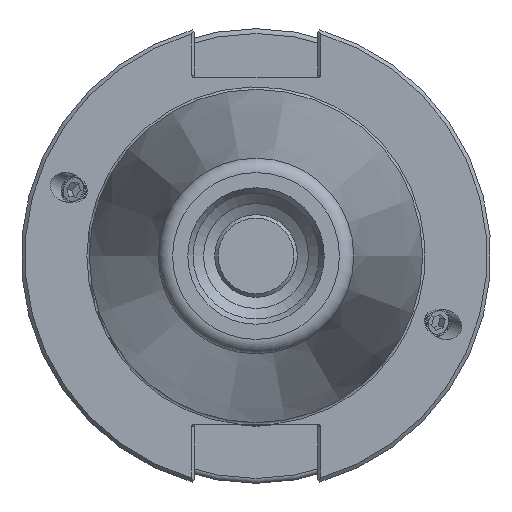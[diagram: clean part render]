
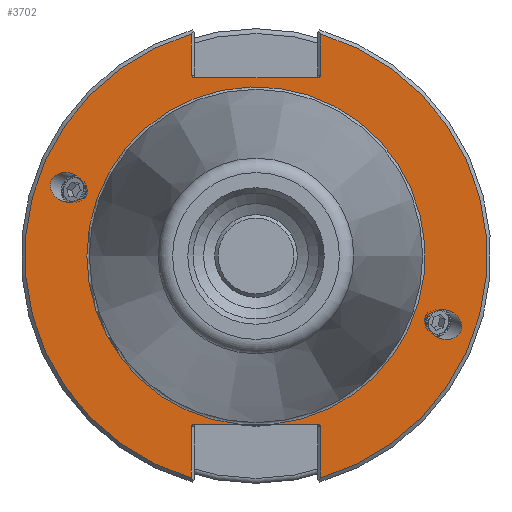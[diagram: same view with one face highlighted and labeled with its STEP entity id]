
A CAD part, left-side view. The second image highlights one B-rep face of the part: STEP entity #3702.
In plain terms, the highlighted planar face has unit normal (-1, 0, 0).
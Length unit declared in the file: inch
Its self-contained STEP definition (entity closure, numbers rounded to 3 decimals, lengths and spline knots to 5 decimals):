
#510=CARTESIAN_POINT('',(0.125,-1.41616,-0.51544));
#511=VERTEX_POINT('',#510);
#512=CARTESIAN_POINT('',(0.125,-1.55382,-0.56555));
#513=DIRECTION('',(1.0,0.0,0.0));
#514=DIRECTION('',(0.0,-0.94,-0.342));
#515=AXIS2_PLACEMENT_3D('',#512,#513,#514);
#516=ELLIPSE('',#515,0.14649,0.12);
#517=EDGE_CURVE('',#511,#511,#516,.T.);
#590=CARTESIAN_POINT('',(0.125,1.41616,0.51544));
#591=VERTEX_POINT('',#590);
#592=CARTESIAN_POINT('',(0.125,1.55382,0.56555));
#593=DIRECTION('',(1.0,0.0,0.0));
#594=DIRECTION('',(0.0,0.94,0.342));
#595=AXIS2_PLACEMENT_3D('',#592,#593,#594);
#596=ELLIPSE('',#595,0.14649,0.12);
#597=EDGE_CURVE('',#591,#591,#596,.T.);
#3051=CARTESIAN_POINT('',(0.125,-0.50422,1.472));
#3052=VERTEX_POINT('',#3051);
#3059=CARTESIAN_POINT('',(0.125,-0.5325,1.492));
#3060=VERTEX_POINT('',#3059);
#3061=CARTESIAN_POINT('',(0.125,-0.50422,1.492));
#3062=DIRECTION('',(-1.0,0.0,0.0));
#3063=DIRECTION('',(0.0,-1.0,0.0));
#3064=AXIS2_PLACEMENT_3D('',#3061,#3062,#3063);
#3065=ELLIPSE('',#3064,0.02828,0.02);
#3066=EDGE_CURVE('',#3052,#3060,#3065,.T.);
#3116=CARTESIAN_POINT('',(0.125,-0.5325,1.83167));
#3117=VERTEX_POINT('',#3116);
#3118=CARTESIAN_POINT('',(0.125,-0.5325,1.492));
#3119=DIRECTION('',(0.0,0.0,1.0));
#3120=VECTOR('',#3119,0.33967);
#3121=LINE('',#3118,#3120);
#3122=EDGE_CURVE('',#3060,#3117,#3121,.T.);
#3205=CARTESIAN_POINT('',(0.125,0.50422,-1.388));
#3206=VERTEX_POINT('',#3205);
#3213=CARTESIAN_POINT('',(0.125,0.5325,-1.408));
#3214=VERTEX_POINT('',#3213);
#3215=CARTESIAN_POINT('',(0.125,0.50422,-1.408));
#3216=DIRECTION('',(-1.0,0.0,0.0));
#3217=DIRECTION('',(0.0,1.0,0.0));
#3218=AXIS2_PLACEMENT_3D('',#3215,#3216,#3217);
#3219=ELLIPSE('',#3218,0.02828,0.02);
#3220=EDGE_CURVE('',#3206,#3214,#3219,.T.);
#3270=CARTESIAN_POINT('',(0.125,0.5325,-1.83167));
#3271=VERTEX_POINT('',#3270);
#3272=CARTESIAN_POINT('',(0.125,0.5325,-1.408));
#3273=DIRECTION('',(0.0,0.0,-1.0));
#3274=VECTOR('',#3273,0.42367);
#3275=LINE('',#3272,#3274);
#3276=EDGE_CURVE('',#3214,#3271,#3275,.T.);
#3301=CARTESIAN_POINT('',(0.125,-0.5325,-1.408));
#3302=VERTEX_POINT('',#3301);
#3303=CARTESIAN_POINT('',(0.125,-0.50422,-1.388));
#3304=VERTEX_POINT('',#3303);
#3305=CARTESIAN_POINT('',(0.125,-0.50422,-1.408));
#3306=DIRECTION('',(-1.0,0.0,0.0));
#3307=DIRECTION('',(0.0,-1.0,0.0));
#3308=AXIS2_PLACEMENT_3D('',#3305,#3306,#3307);
#3309=ELLIPSE('',#3308,0.02828,0.02);
#3310=EDGE_CURVE('',#3302,#3304,#3309,.T.);
#3408=CARTESIAN_POINT('',(0.125,-0.5325,-1.83167));
#3409=VERTEX_POINT('',#3408);
#3416=CARTESIAN_POINT('',(0.125,-0.5325,-1.83167));
#3417=DIRECTION('',(0.0,0.0,1.0));
#3418=VECTOR('',#3417,0.42367);
#3419=LINE('',#3416,#3418);
#3420=EDGE_CURVE('',#3409,#3302,#3419,.T.);
#3462=CARTESIAN_POINT('',(0.125,0.5325,1.492));
#3463=VERTEX_POINT('',#3462);
#3470=CARTESIAN_POINT('',(0.125,0.50422,1.472));
#3471=VERTEX_POINT('',#3470);
#3472=CARTESIAN_POINT('',(0.125,0.50422,1.492));
#3473=DIRECTION('',(-1.0,0.0,0.0));
#3474=DIRECTION('',(0.0,1.0,0.0));
#3475=AXIS2_PLACEMENT_3D('',#3472,#3473,#3474);
#3476=ELLIPSE('',#3475,0.02828,0.02);
#3477=EDGE_CURVE('',#3463,#3471,#3476,.T.);
#3562=CARTESIAN_POINT('',(0.125,0.5325,1.83167));
#3563=VERTEX_POINT('',#3562);
#3570=CARTESIAN_POINT('',(0.125,0.5325,1.83167));
#3571=DIRECTION('',(0.0,0.0,-1.0));
#3572=VECTOR('',#3571,0.33967);
#3573=LINE('',#3570,#3572);
#3574=EDGE_CURVE('',#3563,#3463,#3573,.T.);
#3609=CARTESIAN_POINT('',(0.125,-0.13957,-1.388));
#3610=VERTEX_POINT('',#3609);
#3611=CARTESIAN_POINT('',(0.125,0.13957,-1.388));
#3612=VERTEX_POINT('',#3611);
#3627=CARTESIAN_POINT('',(0.125,0.0,0.0));
#3628=DIRECTION('',(-1.0,0.0,0.0));
#3629=DIRECTION('',(0.0,-1.0,0.0));
#3630=AXIS2_PLACEMENT_3D('',#3627,#3628,#3629);
#3631=CIRCLE('',#3630,1.395);
#3632=EDGE_CURVE('',#3610,#3612,#3631,.T.);
#3648=CARTESIAN_POINT('',(0.125,1.65625,0.0));
#3649=DIRECTION('',(-1.0,0.0,0.0));
#3650=DIRECTION('',(0.0,0.0,1.0));
#3651=AXIS2_PLACEMENT_3D('',#3648,#3649,#3650);
#3652=PLANE('',#3651);
#3653=ORIENTED_EDGE('',*,*,#3632,.F.);
#3654=CARTESIAN_POINT('',(0.125,-0.50422,-1.388));
#3655=DIRECTION('',(0.0,1.0,0.0));
#3656=VECTOR('',#3655,0.36464);
#3657=LINE('',#3654,#3656);
#3658=EDGE_CURVE('',#3304,#3610,#3657,.T.);
#3659=ORIENTED_EDGE('',*,*,#3658,.F.);
#3660=ORIENTED_EDGE('',*,*,#3310,.F.);
#3661=ORIENTED_EDGE('',*,*,#3420,.F.);
#3662=CARTESIAN_POINT('',(0.125,0.0,0.0));
#3663=DIRECTION('',(1.0,0.0,0.0));
#3664=DIRECTION('',(0.0,-1.0,0.0));
#3665=AXIS2_PLACEMENT_3D('',#3662,#3663,#3664);
#3666=CIRCLE('',#3665,1.9075);
#3667=EDGE_CURVE('',#3117,#3409,#3666,.T.);
#3668=ORIENTED_EDGE('',*,*,#3667,.F.);
#3669=ORIENTED_EDGE('',*,*,#3122,.F.);
#3670=ORIENTED_EDGE('',*,*,#3066,.F.);
#3671=CARTESIAN_POINT('',(0.125,0.50422,1.472));
#3672=DIRECTION('',(0.0,-1.0,0.0));
#3673=VECTOR('',#3672,1.00843);
#3674=LINE('',#3671,#3673);
#3675=EDGE_CURVE('',#3471,#3052,#3674,.T.);
#3676=ORIENTED_EDGE('',*,*,#3675,.F.);
#3677=ORIENTED_EDGE('',*,*,#3477,.F.);
#3678=ORIENTED_EDGE('',*,*,#3574,.F.);
#3679=CARTESIAN_POINT('',(0.125,0.0,0.0));
#3680=DIRECTION('',(1.0,0.0,0.0));
#3681=DIRECTION('',(0.0,1.0,0.0));
#3682=AXIS2_PLACEMENT_3D('',#3679,#3680,#3681);
#3683=CIRCLE('',#3682,1.9075);
#3684=EDGE_CURVE('',#3271,#3563,#3683,.T.);
#3685=ORIENTED_EDGE('',*,*,#3684,.F.);
#3686=ORIENTED_EDGE('',*,*,#3276,.F.);
#3687=ORIENTED_EDGE('',*,*,#3220,.F.);
#3688=CARTESIAN_POINT('',(0.125,0.13957,-1.388));
#3689=DIRECTION('',(0.0,1.0,0.0));
#3690=VECTOR('',#3689,0.36464);
#3691=LINE('',#3688,#3690);
#3692=EDGE_CURVE('',#3612,#3206,#3691,.T.);
#3693=ORIENTED_EDGE('',*,*,#3692,.F.);
#3694=EDGE_LOOP('',(#3653,#3659,#3660,#3661,#3668,#3669,#3670,#3676,#3677,#3678,#3685,#3686,#3687,#3693));
#3695=FACE_OUTER_BOUND('',#3694,.T.);
#3696=ORIENTED_EDGE('',*,*,#517,.T.);
#3697=EDGE_LOOP('',(#3696));
#3698=FACE_BOUND('',#3697,.T.);
#3699=ORIENTED_EDGE('',*,*,#597,.T.);
#3700=EDGE_LOOP('',(#3699));
#3701=FACE_BOUND('',#3700,.T.);
#3702=ADVANCED_FACE('',(#3695,#3698,#3701),#3652,.T.);
